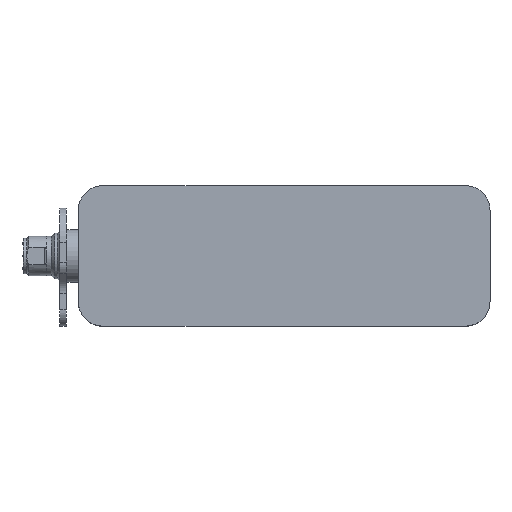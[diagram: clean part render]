
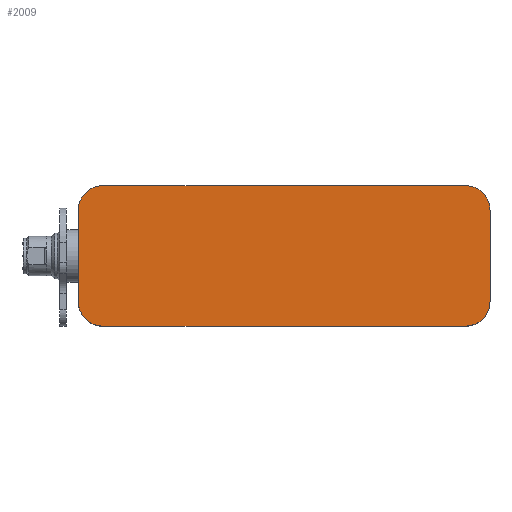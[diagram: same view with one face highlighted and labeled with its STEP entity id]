
A CAD part, top view. The second image highlights one B-rep face of the part: STEP entity #2009.
In plain terms, the highlighted planar face has unit normal (0, 0, 1).
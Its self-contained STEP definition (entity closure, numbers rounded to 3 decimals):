
#618=CARTESIAN_POINT('',(118.5,35.5,20.));
#619=DIRECTION('',(0.,0.,1.));
#620=DIRECTION('',(1.,0.,0.));
#621=AXIS2_PLACEMENT_3D('',#618,#619,#620);
#626=DIRECTION('',(0.,1.,0.));
#627=VECTOR('',#626,28.);
#628=CARTESIAN_POINT('',(126.,7.5,20.));
#629=LINE('',#628,#627);
#633=CARTESIAN_POINT('',(118.5,7.5,20.));
#634=DIRECTION('',(0.,0.,1.));
#635=DIRECTION('',(0.,-1.,0.));
#636=AXIS2_PLACEMENT_3D('',#633,#634,#635);
#641=DIRECTION('',(1.,0.,0.));
#642=VECTOR('',#641,111.);
#643=CARTESIAN_POINT('',(7.5,0.,20.));
#644=LINE('',#643,#642);
#648=CARTESIAN_POINT('',(7.5,7.5,20.));
#649=DIRECTION('',(0.,0.,1.));
#650=DIRECTION('',(-1.,0.,0.));
#651=AXIS2_PLACEMENT_3D('',#648,#649,#650);
#656=DIRECTION('',(0.,-1.,0.));
#657=VECTOR('',#656,28.);
#658=CARTESIAN_POINT('',(0.,35.5,20.));
#659=LINE('',#658,#657);
#663=CARTESIAN_POINT('',(7.5,35.5,20.));
#664=DIRECTION('',(0.,0.,1.));
#665=DIRECTION('',(0.,1.,0.));
#666=AXIS2_PLACEMENT_3D('',#663,#664,#665);
#671=DIRECTION('',(-1.,0.,0.));
#672=VECTOR('',#671,111.);
#673=CARTESIAN_POINT('',(118.5,43.,20.));
#674=LINE('',#673,#672);
#1385=CARTESIAN_POINT('',(126.,35.5,20.));
#1386=CARTESIAN_POINT('',(118.5,43.,20.));
#1387=VERTEX_POINT('',#1385);
#1388=VERTEX_POINT('',#1386);
#1393=CARTESIAN_POINT('',(7.5,43.,20.));
#1394=CARTESIAN_POINT('',(0.,35.5,20.));
#1395=VERTEX_POINT('',#1393);
#1396=VERTEX_POINT('',#1394);
#1401=CARTESIAN_POINT('',(0.,7.5,20.));
#1402=CARTESIAN_POINT('',(7.5,0.,20.));
#1403=VERTEX_POINT('',#1401);
#1404=VERTEX_POINT('',#1402);
#1409=CARTESIAN_POINT('',(118.5,0.,20.));
#1410=CARTESIAN_POINT('',(126.,7.5,20.));
#1411=VERTEX_POINT('',#1409);
#1412=VERTEX_POINT('',#1410);
#1992=CARTESIAN_POINT('',(0.,0.,20.));
#1993=DIRECTION('',(0.,0.,1.));
#1994=DIRECTION('',(1.,0.,0.));
#1995=AXIS2_PLACEMENT_3D('',#1992,#1993,#1994);
#1996=PLANE('',#1995);
#1997=ORIENTED_EDGE('',*,*,#1655,.F.);
#1998=ORIENTED_EDGE('',*,*,#1986,.F.);
#1999=ORIENTED_EDGE('',*,*,#1960,.F.);
#2000=ORIENTED_EDGE('',*,*,#1933,.F.);
#2001=ORIENTED_EDGE('',*,*,#1906,.F.);
#2002=ORIENTED_EDGE('',*,*,#1874,.F.);
#2004=ORIENTED_EDGE('',*,*,#2003,.F.);
#2006=ORIENTED_EDGE('',*,*,#2005,.F.);
#2007=EDGE_LOOP('',(#1997,#1998,#1999,#2000,#2001,#2002,#2004,#2006));
#2008=FACE_OUTER_BOUND('',#2007,.F.);
#2009=ADVANCED_FACE('',(#2008),#1996,.T.);
#622=CIRCLE('',#621,7.5);
#637=CIRCLE('',#636,7.5);
#652=CIRCLE('',#651,7.5);
#667=CIRCLE('',#666,7.5);
#1655=EDGE_CURVE('',#1387,#1388,#622,.T.);
#1874=EDGE_CURVE('',#1396,#1403,#659,.T.);
#1906=EDGE_CURVE('',#1403,#1404,#652,.T.);
#1933=EDGE_CURVE('',#1404,#1411,#644,.T.);
#1960=EDGE_CURVE('',#1411,#1412,#637,.T.);
#1986=EDGE_CURVE('',#1412,#1387,#629,.T.);
#2003=EDGE_CURVE('',#1395,#1396,#667,.T.);
#2005=EDGE_CURVE('',#1388,#1395,#674,.T.);
